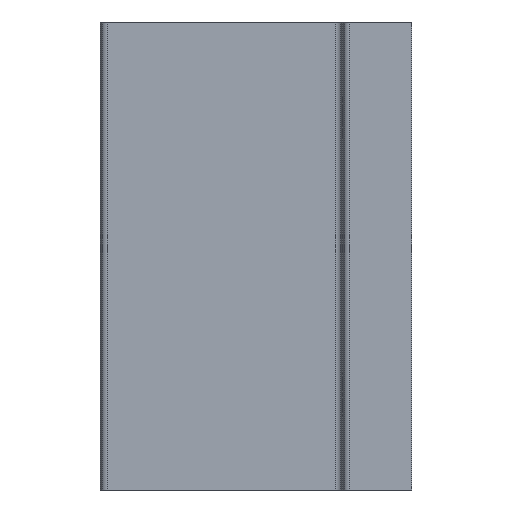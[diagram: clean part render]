
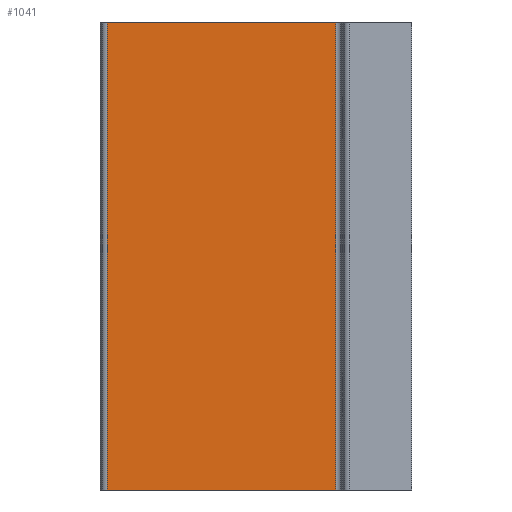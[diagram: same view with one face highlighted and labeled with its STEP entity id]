
A CAD part, left-side view. The second image highlights one B-rep face of the part: STEP entity #1041.
In plain terms, the highlighted planar face has unit normal (-1, 0, 0).
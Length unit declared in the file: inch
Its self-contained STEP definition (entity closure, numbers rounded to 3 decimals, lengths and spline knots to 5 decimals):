
#446=CARTESIAN_POINT('',(-0.6728,0.79063,-0.845));
#447=VERTEX_POINT('',#446);
#455=CARTESIAN_POINT('',(-0.6728,0.79063,0.845));
#456=VERTEX_POINT('',#455);
#457=CARTESIAN_POINT('',(-0.6728,0.79063,-0.845));
#458=DIRECTION('',(0.0,0.0,1.0));
#459=VECTOR('',#458,1.69);
#460=LINE('',#457,#459);
#461=EDGE_CURVE('',#447,#456,#460,.T.);
#614=CARTESIAN_POINT('',(-0.6728,-0.03437,0.845));
#615=VERTEX_POINT('',#614);
#623=CARTESIAN_POINT('',(-0.6728,-0.03437,-0.845));
#624=VERTEX_POINT('',#623);
#625=CARTESIAN_POINT('',(-0.6728,-0.03437,0.845));
#626=DIRECTION('',(0.0,0.0,-1.0));
#627=VECTOR('',#626,1.69);
#628=LINE('',#625,#627);
#629=EDGE_CURVE('',#615,#624,#628,.T.);
#854=CARTESIAN_POINT('',(-0.6728,-0.03437,0.845));
#855=DIRECTION('',(0.0,1.0,0.0));
#856=VECTOR('',#855,0.825);
#857=LINE('',#854,#856);
#858=EDGE_CURVE('',#615,#456,#857,.T.);
#1025=CARTESIAN_POINT('',(-0.6728,-0.05937,0.0));
#1026=DIRECTION('',(-1.0,0.0,0.0));
#1027=DIRECTION('',(0.0,0.0,1.0));
#1028=AXIS2_PLACEMENT_3D('',#1025,#1026,#1027);
#1029=PLANE('',#1028);
#1030=ORIENTED_EDGE('',*,*,#629,.F.);
#1031=ORIENTED_EDGE('',*,*,#858,.T.);
#1032=ORIENTED_EDGE('',*,*,#461,.F.);
#1033=CARTESIAN_POINT('',(-0.6728,0.79063,-0.845));
#1034=DIRECTION('',(0.0,-1.0,0.0));
#1035=VECTOR('',#1034,0.825);
#1036=LINE('',#1033,#1035);
#1037=EDGE_CURVE('',#447,#624,#1036,.T.);
#1038=ORIENTED_EDGE('',*,*,#1037,.T.);
#1039=EDGE_LOOP('',(#1030,#1031,#1032,#1038));
#1040=FACE_OUTER_BOUND('',#1039,.T.);
#1041=ADVANCED_FACE('',(#1040),#1029,.T.);
